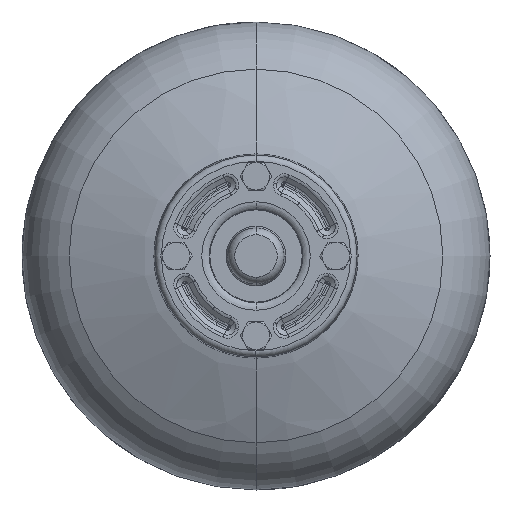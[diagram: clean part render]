
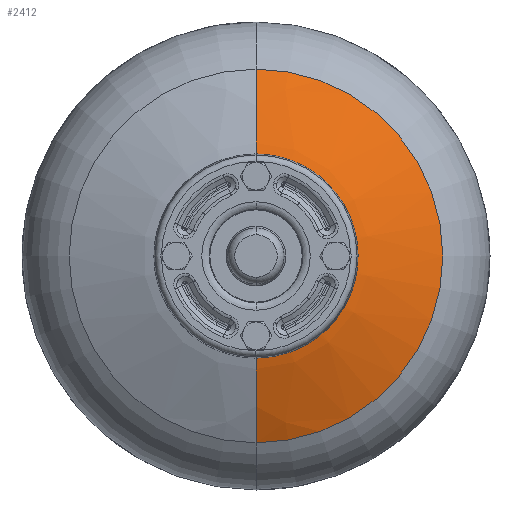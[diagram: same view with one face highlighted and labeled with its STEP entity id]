
A CAD part, front view. The second image highlights one B-rep face of the part: STEP entity #2412.
In plain terms, the highlighted face is a revolution surface.
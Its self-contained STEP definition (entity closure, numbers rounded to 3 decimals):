
#2276=CARTESIAN_POINT('Axis2P3D Location',(0.,34.19,0.)) ;
#2280=CARTESIAN_POINT('Vertex',(0.,34.19,87.823)) ;
#2282=CARTESIAN_POINT('Vertex',(0.,34.19,-87.823)) ;
#2368=CARTESIAN_POINT('Control Point',(0.,488.286,0.)) ;
#2369=CARTESIAN_POINT('Control Point',(-35.672,485.436,0.)) ;
#2370=CARTESIAN_POINT('Control Point',(-70.812,475.937,0.)) ;
#2371=CARTESIAN_POINT('Control Point',(-103.767,459.916,0.)) ;
#2372=CARTESIAN_POINT('Control Point',(-162.119,416.38,0.)) ;
#2373=CARTESIAN_POINT('Control Point',(-200.869,354.746,0.)) ;
#2374=CARTESIAN_POINT('Control Point',(-214.214,320.62,0.)) ;
#2375=CARTESIAN_POINT('Control Point',(-227.554,249.049,0.)) ;
#2376=CARTESIAN_POINT('Control Point',(-214.214,177.478,0.)) ;
#2377=CARTESIAN_POINT('Control Point',(-200.869,143.351,0.)) ;
#2378=CARTESIAN_POINT('Control Point',(-162.119,81.717,0.)) ;
#2379=CARTESIAN_POINT('Control Point',(-103.767,38.181,0.)) ;
#2380=CARTESIAN_POINT('Control Point',(-70.812,22.16,0.)) ;
#2381=CARTESIAN_POINT('Control Point',(-35.672,12.661,0.)) ;
#2382=CARTESIAN_POINT('Control Point',(0.,9.811,0.)) ;
#2383=CARTESIAN_POINT('Axis1P Location',(0.,249.049,0.)) ;
#2387=CARTESIAN_POINT('Axis2P3D Location',(0.,15.239,0.)) ;
#2391=CARTESIAN_POINT('Vertex',(0.,15.239,35.044)) ;
#2393=CARTESIAN_POINT('Vertex',(0.,15.239,-35.044)) ;
#2396=CARTESIAN_POINT('Axis2P3D Location',(0.,249.049,19.116)) ;
#2401=CARTESIAN_POINT('Axis2P3D Location',(0.,249.049,-19.116)) ;
#2277=DIRECTION('Axis2P3D Direction',(-0.,1.,0.)) ;
#2384=DIRECTION('Axis1P Direction',(0.,-1.,0.)) ;
#2388=DIRECTION('Axis2P3D Direction',(0.,1.,0.)) ;
#2397=DIRECTION('Axis2P3D Direction',(-1.,-0.,0.)) ;
#2402=DIRECTION('Axis2P3D Direction',(1.,0.,0.)) ;
#2278=AXIS2_PLACEMENT_3D('Circle Axis2P3D',#2276,#2277,$) ;
#2389=AXIS2_PLACEMENT_3D('Circle Axis2P3D',#2387,#2388,$) ;
#2398=AXIS2_PLACEMENT_3D('Circle Axis2P3D',#2396,#2397,$) ;
#2403=AXIS2_PLACEMENT_3D('Circle Axis2P3D',#2401,#2402,$) ;
#2407=ORIENTED_EDGE('',*,*,#2395,.T.) ;
#2408=ORIENTED_EDGE('',*,*,#2400,.T.) ;
#2409=ORIENTED_EDGE('',*,*,#2284,.F.) ;
#2410=ORIENTED_EDGE('',*,*,#2405,.F.) ;
#2412=ADVANCED_FACE('Defeature completata2_151',(#2411),#2386,.T.) ;
#2385=AXIS1_PLACEMENT('Revolution Surface Axis1P',#2383,#2384) ;
#2367=B_SPLINE_CURVE_WITH_KNOTS('',5,(#2368,#2369,#2370,#2371,#2372,#2373,#2374,#2375,#2376,#2377,#2378,#2379,#2380,#2381,#2382),.UNSPECIFIED.,.F.,.U.,(6,3,3,3,6),(396.127,575.055,753.982,932.91,1111.837),.UNSPECIFIED.) ;
#2279=CIRCLE('generated circle',#2278,87.823) ;
#2390=CIRCLE('generated circle',#2389,35.044) ;
#2399=CIRCLE('generated circle',#2398,240.) ;
#2404=CIRCLE('generated circle',#2403,240.) ;
#2284=EDGE_CURVE('',#2281,#2283,#2279,.T.) ;
#2395=EDGE_CURVE('',#2392,#2394,#2390,.T.) ;
#2400=EDGE_CURVE('',#2394,#2283,#2399,.F.) ;
#2405=EDGE_CURVE('',#2392,#2281,#2404,.F.) ;
#2406=EDGE_LOOP('',(#2407,#2408,#2409,#2410)) ;
#2411=FACE_OUTER_BOUND('',#2406,.T.) ;
#2386=SURFACE_OF_REVOLUTION('homeo Torus',#2367,#2385) ;
#2281=VERTEX_POINT('',#2280) ;
#2283=VERTEX_POINT('',#2282) ;
#2392=VERTEX_POINT('',#2391) ;
#2394=VERTEX_POINT('',#2393) ;
